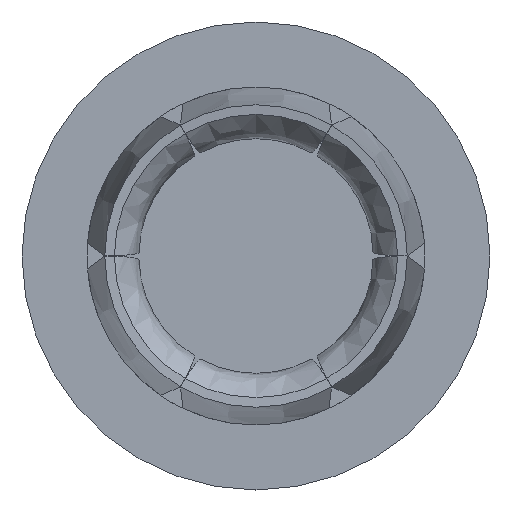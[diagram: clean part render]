
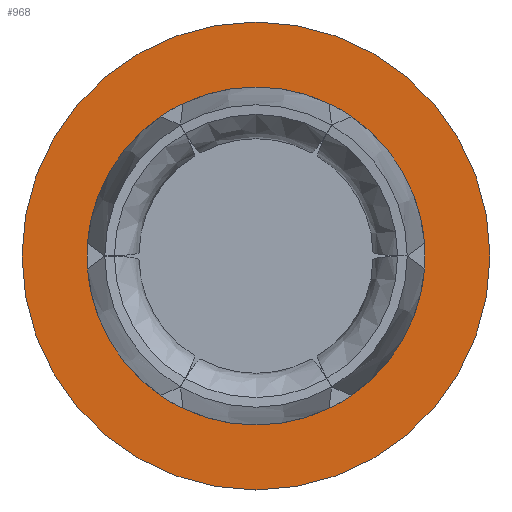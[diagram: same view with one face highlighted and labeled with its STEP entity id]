
A CAD part, left-side view. The second image highlights one B-rep face of the part: STEP entity #968.
In plain terms, the highlighted planar face has unit normal (-1, 0, 0).
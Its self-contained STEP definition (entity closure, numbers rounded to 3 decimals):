
#603=FACE_BOUND('',#1409,.T.);
#604=FACE_BOUND('',#1410,.T.);
#805=CIRCLE('',#3842,6.5);
#806=CIRCLE('',#3844,9.);
#968=ADVANCED_FACE('',(#603,#604),#1095,.T.);
#1095=PLANE('',#3845);
#1409=EDGE_LOOP('',(#2200));
#1410=EDGE_LOOP('',(#2201));
#2200=ORIENTED_EDGE('',*,*,#3048,.F.);
#2201=ORIENTED_EDGE('',*,*,#3049,.T.);
#2613=VERTEX_POINT('',#6347);
#2614=VERTEX_POINT('',#6350);
#3048=EDGE_CURVE('',#2613,#2613,#805,.T.);
#3049=EDGE_CURVE('',#2614,#2614,#806,.T.);
#3842=AXIS2_PLACEMENT_3D('',#6346,#4619,#4620);
#3844=AXIS2_PLACEMENT_3D('',#6349,#4623,#4624);
#3845=AXIS2_PLACEMENT_3D('',#6351,#4625,#4626);
#4619=DIRECTION('',(-1.,0.,0.));
#4620=DIRECTION('',(0.,-1.,0.));
#4623=DIRECTION('',(-1.,0.,0.));
#4624=DIRECTION('',(0.,-1.,0.));
#4625=DIRECTION('',(-1.,0.,0.));
#4626=DIRECTION('',(0.,1.,0.));
#6346=CARTESIAN_POINT('',(-13.6,0.,0.));
#6347=CARTESIAN_POINT('',(-13.6,-6.5,0.));
#6349=CARTESIAN_POINT('',(-13.6,0.,0.));
#6350=CARTESIAN_POINT('',(-13.6,-9.,0.));
#6351=CARTESIAN_POINT('',(-13.6,-9.9,9.9));
